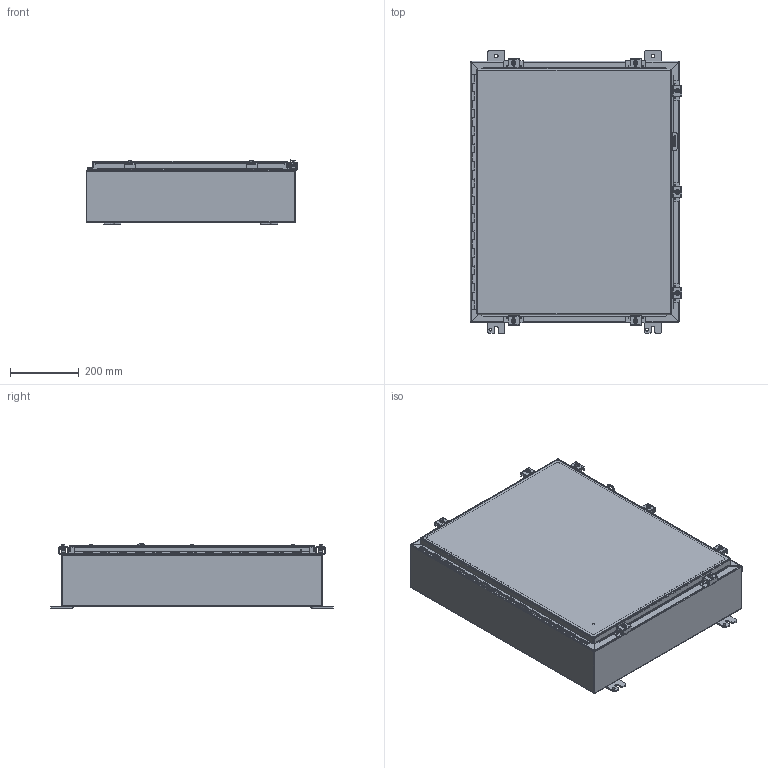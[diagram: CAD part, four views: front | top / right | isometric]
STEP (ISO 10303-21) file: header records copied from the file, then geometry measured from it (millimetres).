
FILE_DESCRIPTION (( 'STEP AP214' ), '1' );
FILE_NAME ('N4302406.STEP', '2016-02-04T13:46:19', ( '' ), ( '' ), 'SwSTEP 2.0', 'SolidWorks 2014', '' );
FILE_SCHEMA (( 'AUTOMOTIVE_DESIGN' ));
Length unit declared in the file: inch
Products named in the file (19): N4302406; 30817_1; 30824_1; HFW30825-4_1; HFW30825-3_1; HFW30825-2_1; 30824-1_1; 388116_1; 328106_1; 328106P-1_1; 328106L_1; 328106T_1; N43024LID_1; 38846_1; 28x22_1; 32911_1; N4302406BKP_1; 38420_1; 34840_1
Assembly tree (36 placements, depth 3):
  N4302406
    34840_1  x4
    38420_1
    N4302406BKP_1
    32911_1
    28x22_1
    38846_1
    N43024LID_1
    328106_1
      328106T_1
      328106L_1
      328106P-1_1
    388116_1  x4
    30824_1  x7
      30824-1_1
      HFW30825-2_1
      HFW30825-3_1
      HFW30825-4_1
    30817_1  x7
Bounding box: 617.49 x 825.5 x 188.22 mm (x, y, z)
Volume: 3164200.8 mm3; surface area: 3253450.2 mm2
Topology: 52 solids, 52 shells, 2311 faces, 5955 edges, 3836 vertices
Faces by surface type: cylinder 1039, plane 889, bspline 201, torus 100, sphere 42, cone 40
Entity records: 49762 total; most frequent: CARTESIAN_POINT 12026, DIRECTION 5813, ORIENTED_EDGE 5610, EDGE_CURVE 2805, AXIS2_PLACEMENT_3D 2103, VERTEX_POINT 1802, VECTOR 1607, LINE 1607
